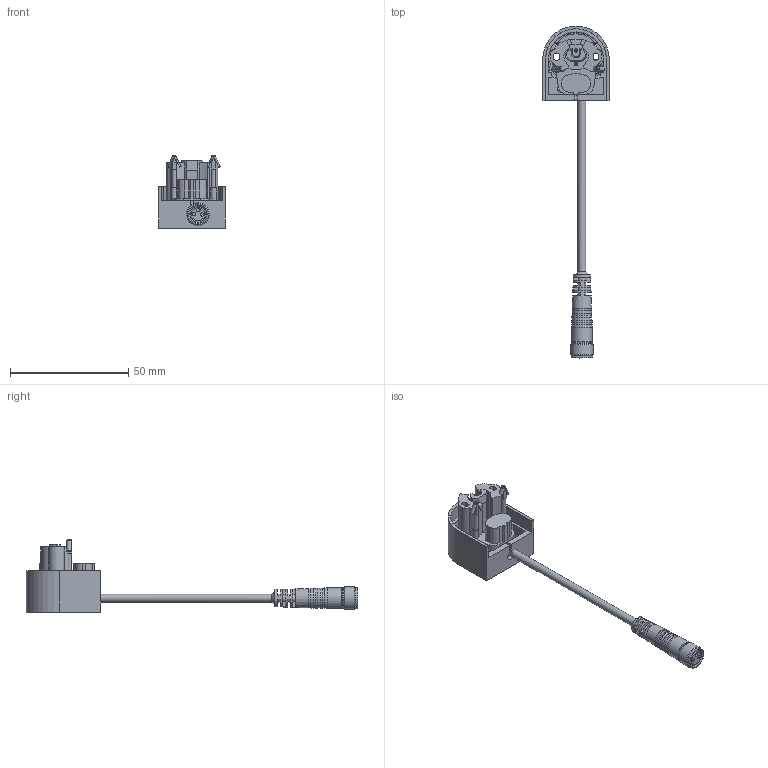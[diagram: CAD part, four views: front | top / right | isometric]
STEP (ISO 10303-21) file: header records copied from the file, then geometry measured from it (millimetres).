
FILE_DESCRIPTION (( 'STEP AP214' ), '1' );
FILE_NAME ('1804-2205.STEP', '2019-08-06T23:17:59', ( '' ), ( '' ), 'SwSTEP 2.0', 'SolidWorks 2018', '' );
FILE_SCHEMA (( 'AUTOMOTIVE_DESIGN' ));
Length unit declared in the file: inch
Products named in the file (1): 1804-2205
Bounding box: 28.2 x 140.59 x 30.8 mm (x, y, z)
Volume: 12119.1 mm3; surface area: 13062.2 mm2
Topology: 4 solids, 4 shells, 397 faces, 1007 edges, 654 vertices
Faces by surface type: plane 199, cylinder 135, cone 41, bspline 18, sphere 4
Full cylindrical faces by diameter (mm): 0.7 x2, 0.9 x2, 1.5 x5, 2 x2, 2.5 x2, 3.1 x2, 3.4 x1, 3.5 x5, 5 x2, 5.5 x2, 5.7 x2, 5.9 x1, 6.7 x1, 6.9 x2, 7.2 x1, 8.8 x1, 9 x2, 9.6 x1
Entity records: 17175 total; most frequent: CARTESIAN_POINT 2914, DIRECTION 1894, ORIENTED_EDGE 1790, EDGE_CURVE 895, AXIS2_PLACEMENT_3D 732, VERTEX_POINT 613, EDGE_LOOP 514, FACE_OUTER_BOUND 433
